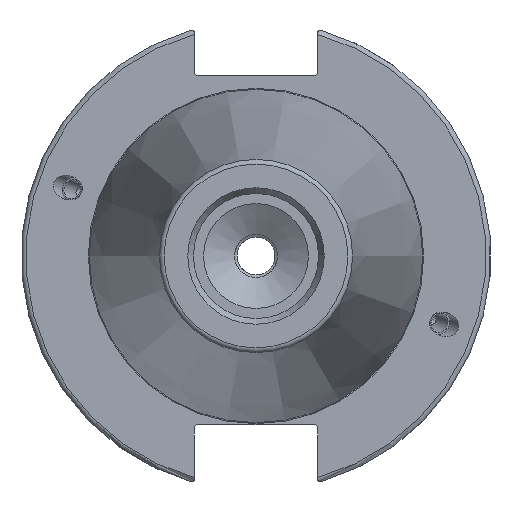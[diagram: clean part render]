
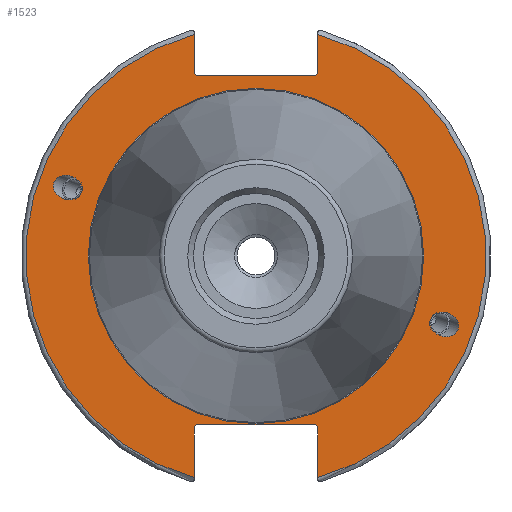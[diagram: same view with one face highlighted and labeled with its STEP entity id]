
A CAD part, left-side view. The second image highlights one B-rep face of the part: STEP entity #1523.
In plain terms, the highlighted planar face has unit normal (-1, 0, 0).
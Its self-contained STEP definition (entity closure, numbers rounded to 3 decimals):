
#31=ELLIPSE('',#1643,3.052,2.5);
#32=ELLIPSE('',#1679,3.052,2.5);
#84=FACE_BOUND('',#269,.T.);
#85=FACE_BOUND('',#270,.T.);
#86=FACE_BOUND('',#271,.T.);
#101=PLANE('',#1687);
#167=FACE_OUTER_BOUND('',#268,.T.);
#268=EDGE_LOOP('',(#1230,#1231,#1232,#1233,#1234,#1235,#1236,#1237,#1238,
#1239,#1240,#1241));
#269=EDGE_LOOP('',(#1242));
#270=EDGE_LOOP('',(#1243));
#271=EDGE_LOOP('',(#1244));
#406=LINE('',#2902,#498);
#407=LINE('',#2904,#499);
#408=LINE('',#2906,#500);
#409=LINE('',#2908,#501);
#410=LINE('',#2910,#502);
#411=LINE('',#2914,#503);
#412=LINE('',#2916,#504);
#413=LINE('',#2918,#505);
#414=LINE('',#2920,#506);
#415=LINE('',#2921,#507);
#498=VECTOR('',#2000,10.);
#499=VECTOR('',#2001,10.);
#500=VECTOR('',#2002,10.);
#501=VECTOR('',#2003,10.);
#502=VECTOR('',#2004,10.);
#503=VECTOR('',#2007,10.);
#504=VECTOR('',#2008,10.);
#505=VECTOR('',#2009,10.);
#506=VECTOR('',#2010,10.);
#507=VECTOR('',#2011,10.);
#596=CIRCLE('',#1685,35.125);
#598=CIRCLE('',#1688,48.213);
#599=CIRCLE('',#1689,48.213);
#681=VERTEX_POINT('',#2619);
#720=VERTEX_POINT('',#2882);
#724=VERTEX_POINT('',#2893);
#725=VERTEX_POINT('',#2898);
#726=VERTEX_POINT('',#2899);
#727=VERTEX_POINT('',#2901);
#728=VERTEX_POINT('',#2903);
#729=VERTEX_POINT('',#2905);
#730=VERTEX_POINT('',#2907);
#731=VERTEX_POINT('',#2909);
#732=VERTEX_POINT('',#2911);
#733=VERTEX_POINT('',#2913);
#734=VERTEX_POINT('',#2915);
#735=VERTEX_POINT('',#2917);
#736=VERTEX_POINT('',#2919);
#852=EDGE_CURVE('',#681,#681,#31,.T.);
#905=EDGE_CURVE('',#720,#720,#32,.T.);
#910=EDGE_CURVE('',#724,#724,#596,.T.);
#912=EDGE_CURVE('',#725,#726,#598,.T.);
#913=EDGE_CURVE('',#725,#727,#406,.T.);
#914=EDGE_CURVE('',#728,#727,#407,.T.);
#915=EDGE_CURVE('',#728,#729,#408,.T.);
#916=EDGE_CURVE('',#730,#729,#409,.T.);
#917=EDGE_CURVE('',#730,#731,#410,.T.);
#918=EDGE_CURVE('',#732,#731,#599,.T.);
#919=EDGE_CURVE('',#732,#733,#411,.T.);
#920=EDGE_CURVE('',#734,#733,#412,.T.);
#921=EDGE_CURVE('',#734,#735,#413,.T.);
#922=EDGE_CURVE('',#736,#735,#414,.T.);
#923=EDGE_CURVE('',#736,#726,#415,.T.);
#1230=ORIENTED_EDGE('',*,*,#912,.F.);
#1231=ORIENTED_EDGE('',*,*,#913,.T.);
#1232=ORIENTED_EDGE('',*,*,#914,.F.);
#1233=ORIENTED_EDGE('',*,*,#915,.T.);
#1234=ORIENTED_EDGE('',*,*,#916,.F.);
#1235=ORIENTED_EDGE('',*,*,#917,.T.);
#1236=ORIENTED_EDGE('',*,*,#918,.F.);
#1237=ORIENTED_EDGE('',*,*,#919,.T.);
#1238=ORIENTED_EDGE('',*,*,#920,.F.);
#1239=ORIENTED_EDGE('',*,*,#921,.T.);
#1240=ORIENTED_EDGE('',*,*,#922,.F.);
#1241=ORIENTED_EDGE('',*,*,#923,.T.);
#1242=ORIENTED_EDGE('',*,*,#852,.T.);
#1243=ORIENTED_EDGE('',*,*,#905,.T.);
#1244=ORIENTED_EDGE('',*,*,#910,.F.);
#1523=ADVANCED_FACE('',(#167,#84,#85,#86),#101,.T.);
#1643=AXIS2_PLACEMENT_3D('',#2621,#1890,#1891);
#1679=AXIS2_PLACEMENT_3D('',#2884,#1979,#1980);
#1685=AXIS2_PLACEMENT_3D('',#2895,#1992,#1993);
#1687=AXIS2_PLACEMENT_3D('',#2897,#1996,#1997);
#1688=AXIS2_PLACEMENT_3D('',#2900,#1998,#1999);
#1689=AXIS2_PLACEMENT_3D('',#2912,#2005,#2006);
#1890=DIRECTION('center_axis',(1.,0.,0.));
#1891=DIRECTION('ref_axis',(0.,-0.94,-0.342));
#1979=DIRECTION('center_axis',(1.,0.,0.));
#1980=DIRECTION('ref_axis',(0.,0.94,0.342));
#1992=DIRECTION('center_axis',(-1.,0.,0.));
#1993=DIRECTION('ref_axis',(0.,-1.,0.));
#1996=DIRECTION('center_axis',(-1.,0.,0.));
#1997=DIRECTION('ref_axis',(0.,0.,1.));
#1998=DIRECTION('center_axis',(1.,0.,0.));
#1999=DIRECTION('ref_axis',(0.,-1.,0.));
#2000=DIRECTION('',(0.,0.,-1.));
#2001=DIRECTION('',(0.,-0.707,0.707));
#2002=DIRECTION('',(0.,1.,0.));
#2003=DIRECTION('',(0.,-0.707,-0.707));
#2004=DIRECTION('',(0.,0.,1.));
#2005=DIRECTION('center_axis',(1.,0.,0.));
#2006=DIRECTION('ref_axis',(0.,1.,0.));
#2007=DIRECTION('',(0.,0.,1.));
#2008=DIRECTION('',(0.,0.707,-0.707));
#2009=DIRECTION('',(0.,-1.,0.));
#2010=DIRECTION('',(0.,0.707,0.707));
#2011=DIRECTION('',(0.,0.,-1.));
#2619=CARTESIAN_POINT('',(3.175,-36.599,-13.321));
#2621=CARTESIAN_POINT('Origin',(3.175,-39.467,-14.365));
#2882=CARTESIAN_POINT('',(3.175,36.599,13.321));
#2884=CARTESIAN_POINT('Origin',(3.175,39.467,14.365));
#2893=CARTESIAN_POINT('',(3.175,0.,35.125));
#2895=CARTESIAN_POINT('Origin',(3.175,0.,0.));
#2897=CARTESIAN_POINT('Origin',(3.175,49.213,0.));
#2898=CARTESIAN_POINT('',(3.175,-12.95,46.441));
#2899=CARTESIAN_POINT('',(3.175,-12.95,-46.441));
#2900=CARTESIAN_POINT('Origin',(3.175,0.,0.));
#2901=CARTESIAN_POINT('',(3.175,-12.95,38.219));
#2902=CARTESIAN_POINT('',(3.175,-12.95,18.86));
#2903=CARTESIAN_POINT('',(3.175,-12.45,37.719));
#2904=CARTESIAN_POINT('',(3.175,12.27,12.999));
#2905=CARTESIAN_POINT('',(3.175,12.45,37.719));
#2906=CARTESIAN_POINT('',(3.175,24.606,37.719));
#2907=CARTESIAN_POINT('',(3.175,12.95,38.219));
#2908=CARTESIAN_POINT('',(3.175,12.336,37.605));
#2909=CARTESIAN_POINT('',(3.175,12.95,46.441));
#2910=CARTESIAN_POINT('',(3.175,12.95,18.86));
#2911=CARTESIAN_POINT('',(3.175,12.95,-46.441));
#2912=CARTESIAN_POINT('Origin',(3.175,0.,0.));
#2913=CARTESIAN_POINT('',(3.175,12.95,-35.806));
#2914=CARTESIAN_POINT('',(3.175,12.95,-17.653));
#2915=CARTESIAN_POINT('',(3.175,12.45,-35.306));
#2916=CARTESIAN_POINT('',(3.175,12.939,-35.795));
#2917=CARTESIAN_POINT('',(3.175,-12.45,-35.306));
#2918=CARTESIAN_POINT('',(3.175,24.606,-35.306));
#2919=CARTESIAN_POINT('',(3.175,-12.95,-35.806));
#2920=CARTESIAN_POINT('',(3.175,11.667,-11.189));
#2921=CARTESIAN_POINT('',(3.175,-12.95,-17.653));
